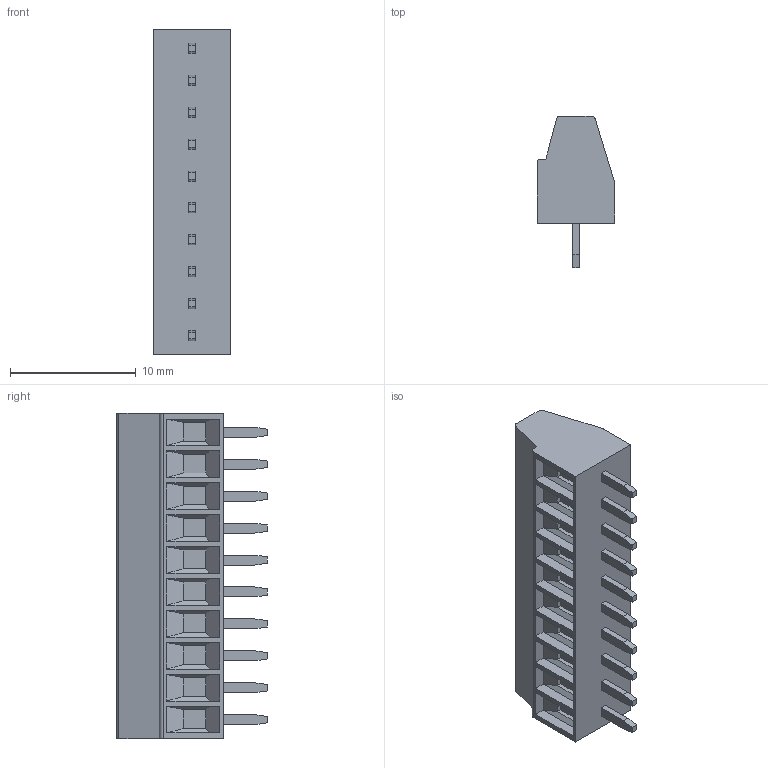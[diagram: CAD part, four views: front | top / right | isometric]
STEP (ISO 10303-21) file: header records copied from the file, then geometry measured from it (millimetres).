
FILE_DESCRIPTION((''),'2;1');
FILE_NAME('PRT0008','2024-08-24T10:11:04',('tluser'),(''),'CREO PARAMETRIC BY PTC INC, 2018100','CREO PARAMETRIC BY PTC INC, 2018100','');
FILE_SCHEMA(('AUTOMOTIVE_DESIGN { 1 0 10303 214 1 1 1 1 }'));
Length unit declared in the file: millimetre
Products named in the file (1): PRT0008
Bounding box: 6.2 x 12 x 25.86 mm (x, y, z)
Volume: 1033.3 mm3; surface area: 1080 mm2
Topology: 1 solids, 1 shells, 273 faces, 663 edges, 422 vertices
Faces by surface type: plane 249, cylinder 24
Entity records: 7939 total; most frequent: CARTESIAN_POINT 1369, ORIENTED_EDGE 1326, DIRECTION 1310, EDGE_CURVE 663, VECTOR 575, LINE 575, VERTEX_POINT 422, AXIS2_PLACEMENT_3D 366
